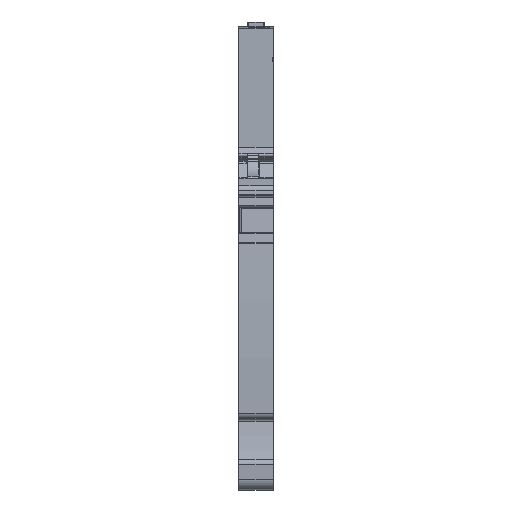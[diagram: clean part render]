
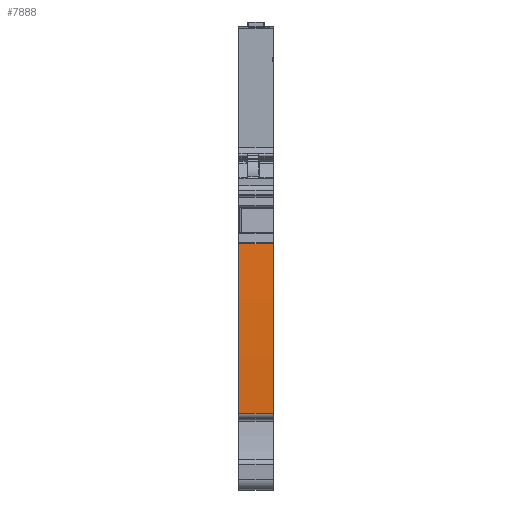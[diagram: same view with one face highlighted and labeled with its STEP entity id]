
A CAD part, front view. The second image highlights one B-rep face of the part: STEP entity #7888.
In plain terms, the highlighted cylindrical face has radius 240.065 mm (diameter 480.13 mm), a partial arc.
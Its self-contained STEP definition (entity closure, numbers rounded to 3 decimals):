
#2648=AXIS2_PLACEMENT_3D('Circle Axis2P3D',#2646,#2647,$) ;
#7868=AXIS2_PLACEMENT_3D('Cylinder Axis2P3D',#7865,#7866,#7867) ;
#7879=AXIS2_PLACEMENT_3D('Circle Axis2P3D',#7877,#7878,$) ;
#2643=CARTESIAN_POINT('Vertex',(0.,1.528,13.395)) ;
#2646=CARTESIAN_POINT('Axis2P3D Location',(0.,241.235,26.5)) ;
#2650=CARTESIAN_POINT('Vertex',(0.,1.731,42.906)) ;
#7845=CARTESIAN_POINT('Line Origine',(2.44,1.731,42.906)) ;
#7849=CARTESIAN_POINT('Vertex',(6.1,1.731,42.906)) ;
#7865=CARTESIAN_POINT('Axis2P3D Location',(2.44,241.235,26.5)) ;
#7870=CARTESIAN_POINT('Line Origine',(2.44,1.528,13.395)) ;
#7874=CARTESIAN_POINT('Vertex',(6.1,1.528,13.395)) ;
#7877=CARTESIAN_POINT('Axis2P3D Location',(6.1,241.235,26.5)) ;
#2647=DIRECTION('Axis2P3D Direction',(1.,0.,0.)) ;
#7846=DIRECTION('Vector Direction',(1.,0.,0.)) ;
#7866=DIRECTION('Axis2P3D Direction',(1.,0.,0.)) ;
#7867=DIRECTION('Axis2P3D XDirection',(0.,-0.998,0.068)) ;
#7871=DIRECTION('Vector Direction',(1.,0.,0.)) ;
#7878=DIRECTION('Axis2P3D Direction',(1.,0.,0.)) ;
#7847=VECTOR('Line Direction',#7846,1.) ;
#7872=VECTOR('Line Direction',#7871,1.) ;
#7883=ORIENTED_EDGE('',*,*,#2652,.T.) ;
#7884=ORIENTED_EDGE('',*,*,#7876,.F.) ;
#7885=ORIENTED_EDGE('',*,*,#7881,.F.) ;
#7886=ORIENTED_EDGE('',*,*,#7851,.T.) ;
#7888=ADVANCED_FACE('MLD_AAP22_4_LI-FS',(#7887),#7869,.T.) ;
#2649=CIRCLE('generated circle',#2648,240.065) ;
#7880=CIRCLE('generated circle',#7879,240.065) ;
#7869=CYLINDRICAL_SURFACE('generated cylinder',#7868,240.065) ;
#2652=EDGE_CURVE('',#2651,#2644,#2649,.T.) ;
#7851=EDGE_CURVE('',#7850,#2651,#7848,.F.) ;
#7876=EDGE_CURVE('',#7875,#2644,#7873,.F.) ;
#7881=EDGE_CURVE('',#7850,#7875,#7880,.T.) ;
#7882=EDGE_LOOP('',(#7883,#7884,#7885,#7886)) ;
#7887=FACE_OUTER_BOUND('',#7882,.T.) ;
#7848=LINE('Line',#7845,#7847) ;
#7873=LINE('Line',#7870,#7872) ;
#2644=VERTEX_POINT('',#2643) ;
#2651=VERTEX_POINT('',#2650) ;
#7850=VERTEX_POINT('',#7849) ;
#7875=VERTEX_POINT('',#7874) ;
